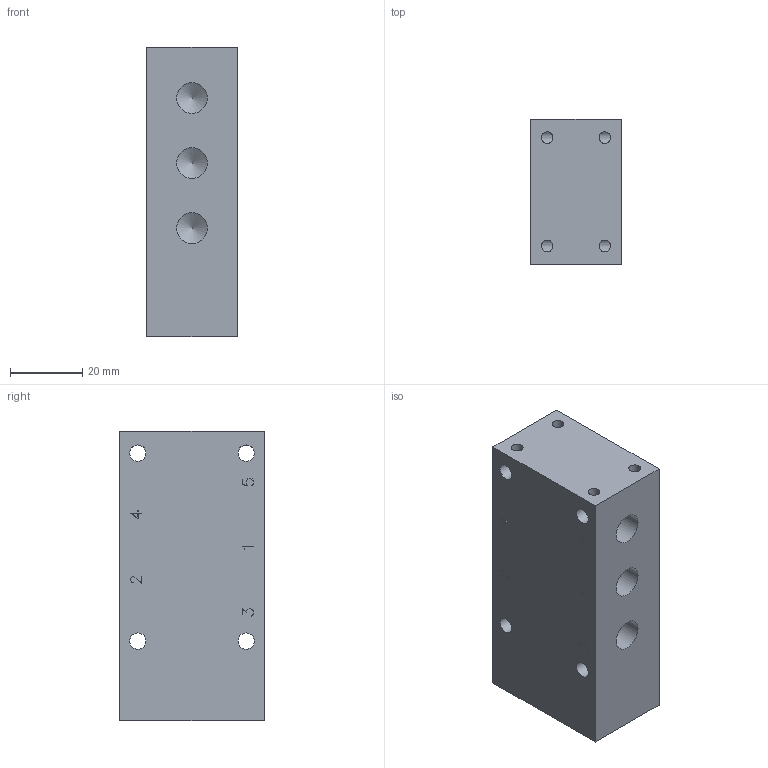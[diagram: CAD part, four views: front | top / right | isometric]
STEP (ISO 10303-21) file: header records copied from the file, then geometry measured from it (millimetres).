
FILE_DESCRIPTION (( 'STEP AP214' ), '1' );
FILE_NAME ('P-05-510_Airtec.step', '2018-12-06T07:51:41', ( '' ), ( '' ), 'SwSTEP 2.0', 'SolidWorks 2010', '' );
FILE_SCHEMA (( 'AUTOMOTIVE_DESIGN' ));
Length unit declared in the file: millimetre
Products named in the file (1): P-05-510_Airtec
Bounding box: 25 x 40 x 80 mm (x, y, z)
Volume: 74179 mm3; surface area: 15659.2 mm2
Topology: 1 solids, 1 shells, 266 faces, 757 edges, 505 vertices
Faces by surface type: plane 246, cylinder 14, cone 6
Full cylindrical faces by diameter (mm): 3.242 x4, 4.5 x4, 8.566 x6
Entity records: 8538 total; most frequent: CARTESIAN_POINT 1687, ORIENTED_EDGE 1448, DIRECTION 1278, EDGE_CURVE 724, LINE 696, VECTOR 696, VERTEX_POINT 492, EDGE_LOOP 314
